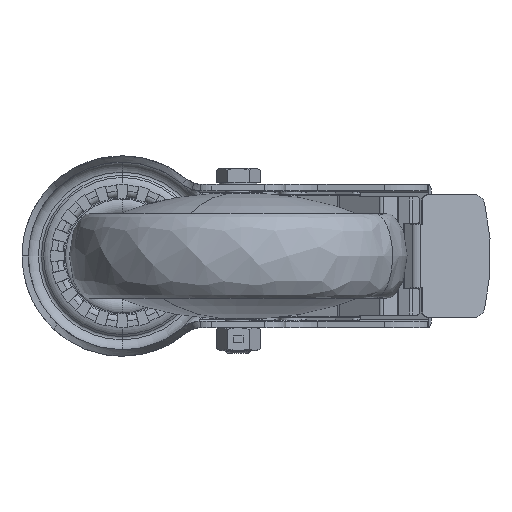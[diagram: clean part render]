
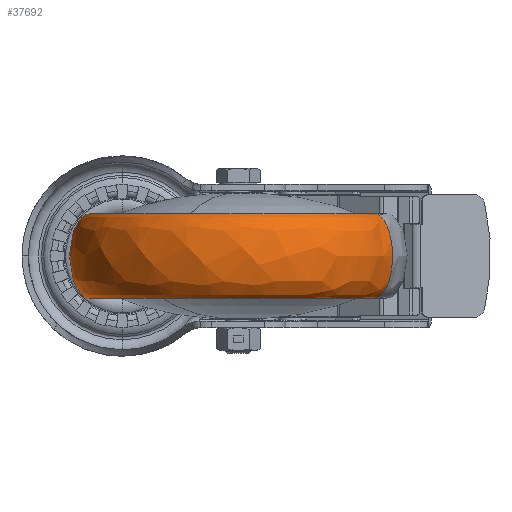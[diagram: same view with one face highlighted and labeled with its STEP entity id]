
A CAD part, front view. The second image highlights one B-rep face of the part: STEP entity #37692.
In plain terms, the highlighted free-form (B-spline) face has degree [3, 3] with [4, 4] control points.
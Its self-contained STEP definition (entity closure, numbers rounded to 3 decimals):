
#1182 =( BOUNDED_SURFACE ( )  B_SPLINE_SURFACE ( 3, 3, ( 
 ( #9823, #3561, #10038, #16730 ),
 ( #39793, #7205, #36509, #20406 ),
 ( #35856, #17154, #30270, #36299 ),
 ( #32858, #13254, #16949, #13470 ) ),
 .UNSPECIFIED., .F., .F., .F. ) 
 B_SPLINE_SURFACE_WITH_KNOTS ( ( 4, 4 ),
 ( 4, 4 ),
 ( 0., 1. ),
 ( 0., 1. ),
 .UNSPECIFIED. ) 
 GEOMETRIC_REPRESENTATION_ITEM ( )  RATIONAL_B_SPLINE_SURFACE ( (
 ( 1., 0.333, 0.333, 1.),
 ( 0.333, 0.111, 0.111, 0.333),
 ( 0.333, 0.111, 0.111, 0.333),
 ( 1., 0.333, 0.333, 1.) ) ) 
 REPRESENTATION_ITEM ( '' )  SURFACE ( )  );
#3561 = CARTESIAN_POINT ( 'NONE',  ( -66.777, -211.108, -20. ) ) ;
#4498 = CARTESIAN_POINT ( 'NONE',  ( -9.398, -82.311, -20. ) ) ;
#4697 = CARTESIAN_POINT ( 'NONE',  ( 119.398, -139.689, 20. ) ) ;
#6013 = AXIS2_PLACEMENT_3D ( 'NONE', #21543, #34638, #16143 ) ;
#7111 =( BOUNDED_CURVE ( )  B_SPLINE_CURVE ( 3, ( #4498, #30978, #34610, #21297 ),
 .UNSPECIFIED., .F., .F. ) 
 B_SPLINE_CURVE_WITH_KNOTS ( ( 4, 4 ),
 ( 0., 1. ),
 .UNSPECIFIED. ) 
 CURVE ( )  GEOMETRIC_REPRESENTATION_ITEM ( )  RATIONAL_B_SPLINE_CURVE ( ( 1., 0.333, 0.333, 1. ) ) 
 REPRESENTATION_ITEM ( '' )  );
#7205 = CARTESIAN_POINT ( 'NONE',  ( -99.597, -238.087, -20. ) ) ;
#7495 = CIRCLE ( 'NONE', #9578, 70.5 ) ;
#8065 = EDGE_LOOP ( 'NONE', ( #28853, #16038, #30724, #16121 ) ) ;
#8784 = CARTESIAN_POINT ( 'NONE',  ( -9.398, -82.311, 20. ) ) ;
#9578 = AXIS2_PLACEMENT_3D ( 'NONE', #15331, #28459, #32111 ) ;
#9823 = CARTESIAN_POINT ( 'NONE',  ( -9.398, -82.311, -20. ) ) ;
#10038 = CARTESIAN_POINT ( 'NONE',  ( 62.02, -268.486, -20. ) ) ;
#10165 = CARTESIAN_POINT ( 'NONE',  ( -9.398, -82.311, -20. ) ) ;
#11884 = EDGE_CURVE ( 'NONE', #36514, #35990, #14955, .T. ) ;
#13254 = CARTESIAN_POINT ( 'NONE',  ( -66.777, -211.108, 20. ) ) ;
#13255 = CARTESIAN_POINT ( 'NONE',  ( 119.398, -139.689, 20. ) ) ;
#13470 = CARTESIAN_POINT ( 'NONE',  ( 119.398, -139.689, 20. ) ) ;
#14287 = EDGE_CURVE ( 'NONE', #35990, #40821, #7111, .T. ) ;
#14955 = CIRCLE ( 'NONE', #6013, 70.5 ) ;
#15331 = CARTESIAN_POINT ( 'NONE',  ( 55., -111., 20. ) ) ;
#16038 = ORIENTED_EDGE ( 'NONE', *, *, #26156, .T. ) ;
#16121 = ORIENTED_EDGE ( 'NONE', *, *, #14287, .F. ) ;
#16143 = DIRECTION ( 'NONE',  ( -0.913, 0.407, 0. ) ) ;
#16730 = CARTESIAN_POINT ( 'NONE',  ( 119.398, -139.689, -20. ) ) ;
#16949 = CARTESIAN_POINT ( 'NONE',  ( 62.02, -268.486, 20. ) ) ;
#17154 = CARTESIAN_POINT ( 'NONE',  ( -99.597, -238.087, 20. ) ) ;
#17844 = CARTESIAN_POINT ( 'NONE',  ( 119.398, -139.689, -20. ) ) ;
#18078 = CARTESIAN_POINT ( 'NONE',  ( 136.754, -147.421, 20. ) ) ;
#20406 = CARTESIAN_POINT ( 'NONE',  ( 136.754, -147.421, -20. ) ) ;
#21081 = CARTESIAN_POINT ( 'NONE',  ( 119.398, -139.689, -20. ) ) ;
#21297 = CARTESIAN_POINT ( 'NONE',  ( -9.398, -82.311, 20. ) ) ;
#21543 = CARTESIAN_POINT ( 'NONE',  ( 55., -111., -20. ) ) ;
#23595 = FACE_OUTER_BOUND ( 'NONE', #8065, .T. ) ;
#24709 = CARTESIAN_POINT ( 'NONE',  ( 136.754, -147.421, -20. ) ) ;
#26156 = EDGE_CURVE ( 'NONE', #36514, #38966, #26684, .T. ) ;
#26684 =( BOUNDED_CURVE ( )  B_SPLINE_CURVE ( 3, ( #21081, #24709, #18078, #4697 ),
 .UNSPECIFIED., .F., .F. ) 
 B_SPLINE_CURVE_WITH_KNOTS ( ( 4, 4 ),
 ( 0., 1. ),
 .UNSPECIFIED. ) 
 CURVE ( )  GEOMETRIC_REPRESENTATION_ITEM ( )  RATIONAL_B_SPLINE_CURVE ( ( 1., 0.333, 0.333, 1. ) ) 
 REPRESENTATION_ITEM ( '' )  );
#28459 = DIRECTION ( 'NONE',  ( 0., 0., 1. ) ) ;
#28853 = ORIENTED_EDGE ( 'NONE', *, *, #11884, .F. ) ;
#30270 = CARTESIAN_POINT ( 'NONE',  ( 63.911, -310.93, 20. ) ) ;
#30338 = EDGE_CURVE ( 'NONE', #40821, #38966, #7495, .T. ) ;
#30724 = ORIENTED_EDGE ( 'NONE', *, *, #30338, .F. ) ;
#30978 = CARTESIAN_POINT ( 'NONE',  ( -26.754, -74.579, -20. ) ) ;
#32111 = DIRECTION ( 'NONE',  ( -0.913, 0.407, 0. ) ) ;
#32858 = CARTESIAN_POINT ( 'NONE',  ( -9.398, -82.311, 20. ) ) ;
#34610 = CARTESIAN_POINT ( 'NONE',  ( -26.754, -74.579, 20. ) ) ;
#34638 = DIRECTION ( 'NONE',  ( 0., 0., -1. ) ) ;
#35856 = CARTESIAN_POINT ( 'NONE',  ( -26.754, -74.579, 20. ) ) ;
#35990 = VERTEX_POINT ( 'NONE', #10165 ) ;
#36299 = CARTESIAN_POINT ( 'NONE',  ( 136.754, -147.421, 20. ) ) ;
#36509 = CARTESIAN_POINT ( 'NONE',  ( 63.911, -310.93, -20. ) ) ;
#36514 = VERTEX_POINT ( 'NONE', #17844 ) ;
#37692 = ADVANCED_FACE ( 'NONE', ( #23595 ), #1182, .F. ) ;
#38966 = VERTEX_POINT ( 'NONE', #13255 ) ;
#39793 = CARTESIAN_POINT ( 'NONE',  ( -26.754, -74.579, -20. ) ) ;
#40821 = VERTEX_POINT ( 'NONE', #8784 ) ;
